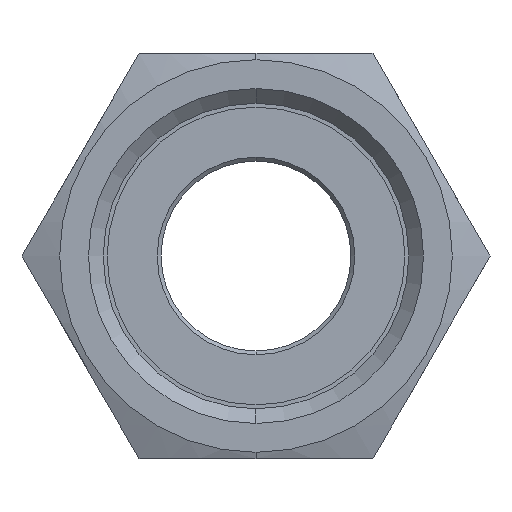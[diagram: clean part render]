
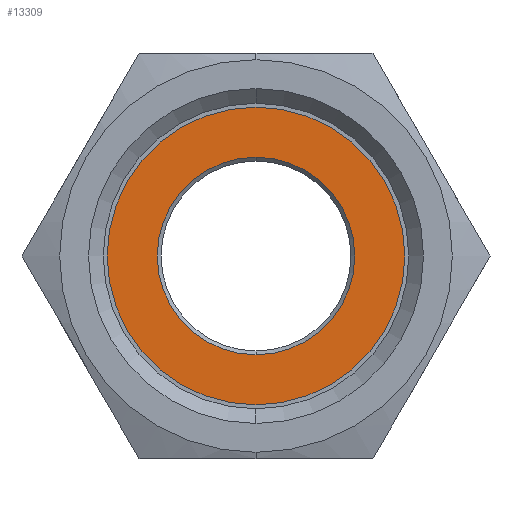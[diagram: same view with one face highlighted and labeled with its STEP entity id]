
A CAD part, left-side view. The second image highlights one B-rep face of the part: STEP entity #13309.
In plain terms, the highlighted planar face has unit normal (-1, 0, 0).
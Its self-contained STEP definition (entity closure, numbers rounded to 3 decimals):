
#1251 = FACE_OUTER_BOUND ( 'NONE', #5445, .T. ) ;
#1910 = DIRECTION ( 'NONE',  ( 1., 0., 0. ) ) ;
#2388 = DIRECTION ( 'NONE',  ( 1., 0., 0. ) ) ;
#3299 = AXIS2_PLACEMENT_3D ( 'NONE', #10397, #2388, #6431 ) ;
#3302 = DIRECTION ( 'NONE',  ( 1., 0., 0. ) ) ;
#3477 = CARTESIAN_POINT ( 'NONE',  ( -45., 11.75, 0. ) ) ;
#4227 = ORIENTED_EDGE ( 'NONE', *, *, #8990, .T. ) ;
#5079 = CARTESIAN_POINT ( 'NONE',  ( -45., 0., 0. ) ) ;
#5445 = EDGE_LOOP ( 'NONE', ( #14711, #8488 ) ) ;
#5520 = CIRCLE ( 'NONE', #3299, 7.8 ) ;
#6431 = DIRECTION ( 'NONE',  ( 0., 0., 1. ) ) ;
#6628 = VERTEX_POINT ( 'NONE', #15990 ) ;
#6730 = EDGE_LOOP ( 'NONE', ( #4227, #10735 ) ) ;
#7247 = DIRECTION ( 'NONE',  ( 0., 0., -1. ) ) ;
#7425 = CARTESIAN_POINT ( 'NONE',  ( -45., 0., 11.75 ) ) ;
#7653 = DIRECTION ( 'NONE',  ( 0., 0., 1. ) ) ;
#7921 = CARTESIAN_POINT ( 'NONE',  ( -45., 0., -7.8 ) ) ;
#8488 = ORIENTED_EDGE ( 'NONE', *, *, #13861, .F. ) ;
#8629 = CARTESIAN_POINT ( 'NONE',  ( -45., 0., 0. ) ) ;
#8804 = VERTEX_POINT ( 'NONE', #12633 ) ;
#8816 = CARTESIAN_POINT ( 'NONE',  ( -45., 0., 0. ) ) ;
#8990 = EDGE_CURVE ( 'NONE', #6628, #9952, #14206, .T. ) ;
#8996 = FACE_BOUND ( 'NONE', #6730, .T. ) ;
#9046 = DIRECTION ( 'NONE',  ( -1., 0., 0. ) ) ;
#9130 = AXIS2_PLACEMENT_3D ( 'NONE', #5079, #16967, #7653 ) ;
#9198 = CIRCLE ( 'NONE', #13450, 11.75 ) ;
#9380 = EDGE_CURVE ( 'NONE', #8804, #16853, #9198, .T. ) ;
#9952 = VERTEX_POINT ( 'NONE', #7921 ) ;
#10163 = DIRECTION ( 'NONE',  ( 0., 0., 1. ) ) ;
#10397 = CARTESIAN_POINT ( 'NONE',  ( -45., 0., 0. ) ) ;
#10735 = ORIENTED_EDGE ( 'NONE', *, *, #16434, .T. ) ;
#12629 = DIRECTION ( 'NONE',  ( 0., 0., -1. ) ) ;
#12633 = CARTESIAN_POINT ( 'NONE',  ( -45., 0., -11.75 ) ) ;
#13309 = ADVANCED_FACE ( 'NONE', ( #8996, #1251 ), #16841, .T. ) ;
#13450 = AXIS2_PLACEMENT_3D ( 'NONE', #8816, #1910, #7247 ) ;
#13861 = EDGE_CURVE ( 'NONE', #16853, #8804, #16571, .T. ) ;
#14206 = CIRCLE ( 'NONE', #9130, 7.8 ) ;
#14307 = AXIS2_PLACEMENT_3D ( 'NONE', #8629, #3302, #12629 ) ;
#14711 = ORIENTED_EDGE ( 'NONE', *, *, #9380, .F. ) ;
#15710 = AXIS2_PLACEMENT_3D ( 'NONE', #3477, #9046, #10163 ) ;
#15990 = CARTESIAN_POINT ( 'NONE',  ( -45., 0., 7.8 ) ) ;
#16434 = EDGE_CURVE ( 'NONE', #9952, #6628, #5520, .T. ) ;
#16571 = CIRCLE ( 'NONE', #14307, 11.75 ) ;
#16841 = PLANE ( 'NONE',  #15710 ) ;
#16853 = VERTEX_POINT ( 'NONE', #7425 ) ;
#16967 = DIRECTION ( 'NONE',  ( 1., 0., 0. ) ) ;
